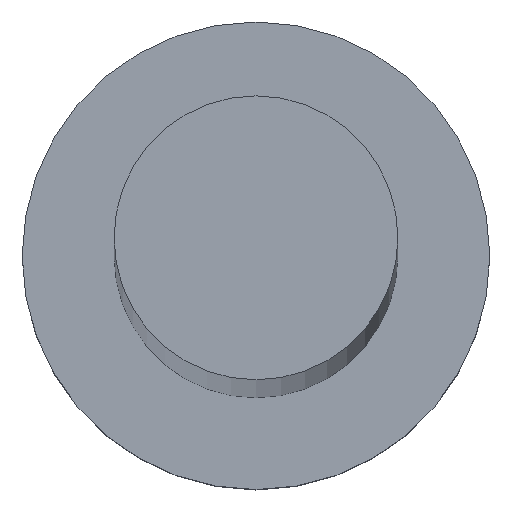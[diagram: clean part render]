
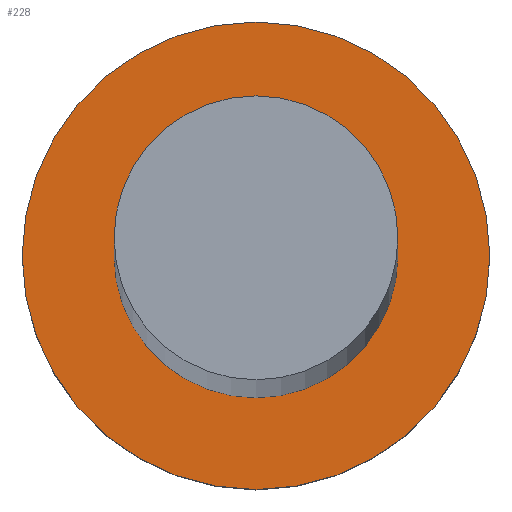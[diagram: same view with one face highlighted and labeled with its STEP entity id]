
A CAD part, top view. The second image highlights one B-rep face of the part: STEP entity #228.
In plain terms, the highlighted planar face has unit normal (0, 0, 1).
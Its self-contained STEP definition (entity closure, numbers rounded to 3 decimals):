
#6 = CARTESIAN_POINT ( 'NONE',  ( 0., 0., 6.5 ) ) ;
#11 = EDGE_CURVE ( 'NONE', #137, #250, #232, .T. ) ;
#15 = EDGE_CURVE ( 'NONE', #250, #137, #253, .T. ) ;
#26 = DIRECTION ( 'NONE',  ( 0., 0., 1. ) ) ;
#27 = FACE_BOUND ( 'NONE', #151, .T. ) ;
#29 = FACE_OUTER_BOUND ( 'NONE', #169, .T. ) ;
#30 = DIRECTION ( 'NONE',  ( 1., 0., 0. ) ) ;
#34 = ORIENTED_EDGE ( 'NONE', *, *, #15, .T. ) ;
#36 = ORIENTED_EDGE ( 'NONE', *, *, #168, .F. ) ;
#39 = CARTESIAN_POINT ( 'NONE',  ( -7., 0., 6.5 ) ) ;
#41 = CIRCLE ( 'NONE', #78, 4.25 ) ;
#47 = DIRECTION ( 'NONE',  ( 1., 0., 0. ) ) ;
#68 = CARTESIAN_POINT ( 'NONE',  ( 4.25, 0., 6.5 ) ) ;
#69 = CARTESIAN_POINT ( 'NONE',  ( 0., 0., 6.5 ) ) ;
#78 = AXIS2_PLACEMENT_3D ( 'NONE', #205, #184, #161 ) ;
#83 = DIRECTION ( 'NONE',  ( 0., 0., 1. ) ) ;
#88 = DIRECTION ( 'NONE',  ( 0., 0., 1. ) ) ;
#95 = CARTESIAN_POINT ( 'NONE',  ( 7., 0., 6.5 ) ) ;
#101 = ORIENTED_EDGE ( 'NONE', *, *, #11, .T. ) ;
#111 = EDGE_CURVE ( 'NONE', #191, #212, #134, .T. ) ;
#113 = PLANE ( 'NONE',  #196 ) ;
#115 = DIRECTION ( 'NONE',  ( 1., 0., 0. ) ) ;
#132 = CARTESIAN_POINT ( 'NONE',  ( 0., 0., 6.5 ) ) ;
#134 = CIRCLE ( 'NONE', #195, 4.25 ) ;
#137 = VERTEX_POINT ( 'NONE', #95 ) ;
#142 = AXIS2_PLACEMENT_3D ( 'NONE', #132, #83, #148 ) ;
#144 = DIRECTION ( 'NONE',  ( 0., 0., 1. ) ) ;
#148 = DIRECTION ( 'NONE',  ( 1., 0., 0. ) ) ;
#149 = CARTESIAN_POINT ( 'NONE',  ( -4.25, 0., 6.5 ) ) ;
#150 = AXIS2_PLACEMENT_3D ( 'NONE', #69, #144, #47 ) ;
#151 = EDGE_LOOP ( 'NONE', ( #172, #36 ) ) ;
#161 = DIRECTION ( 'NONE',  ( 1., 0., 0. ) ) ;
#168 = EDGE_CURVE ( 'NONE', #212, #191, #41, .T. ) ;
#169 = EDGE_LOOP ( 'NONE', ( #34, #101 ) ) ;
#172 = ORIENTED_EDGE ( 'NONE', *, *, #111, .F. ) ;
#184 = DIRECTION ( 'NONE',  ( 0., 0., 1. ) ) ;
#191 = VERTEX_POINT ( 'NONE', #149 ) ;
#195 = AXIS2_PLACEMENT_3D ( 'NONE', #230, #26, #30 ) ;
#196 = AXIS2_PLACEMENT_3D ( 'NONE', #6, #88, #115 ) ;
#205 = CARTESIAN_POINT ( 'NONE',  ( 0., 0., 6.5 ) ) ;
#212 = VERTEX_POINT ( 'NONE', #68 ) ;
#228 = ADVANCED_FACE ( 'NONE', ( #27, #29 ), #113, .T. ) ;
#230 = CARTESIAN_POINT ( 'NONE',  ( 0., 0., 6.5 ) ) ;
#232 = CIRCLE ( 'NONE', #142, 7. ) ;
#250 = VERTEX_POINT ( 'NONE', #39 ) ;
#253 = CIRCLE ( 'NONE', #150, 7. ) ;
